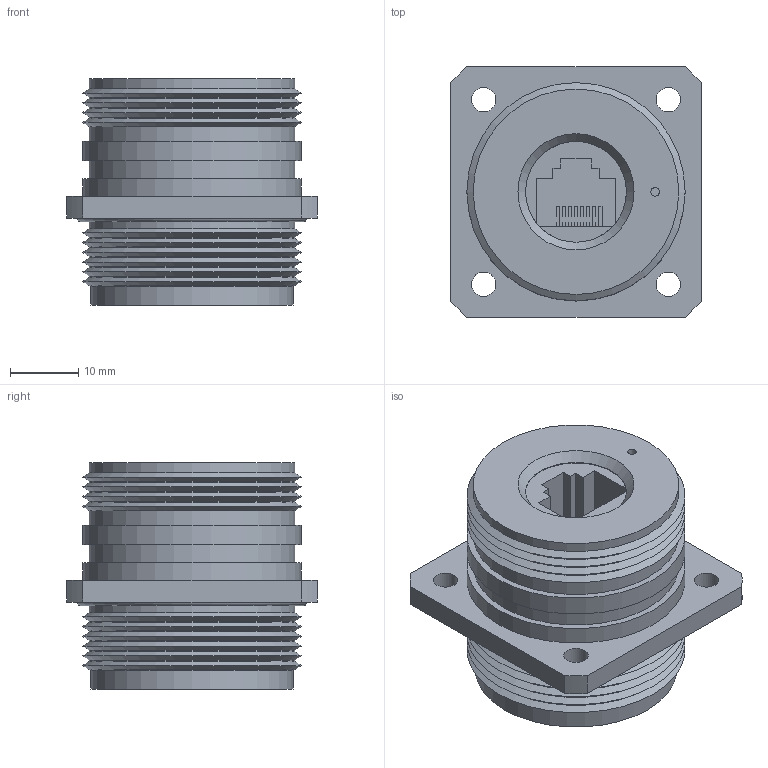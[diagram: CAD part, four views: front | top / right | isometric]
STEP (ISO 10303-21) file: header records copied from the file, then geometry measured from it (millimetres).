
FILE_DESCRIPTION (( 'STEP AP214' ), '1' );
FILE_NAME ('ECRD0201U00.STEP', '2018-01-15T19:47:07', ( '' ), ( '' ), 'SwSTEP 2.0', 'SolidWorks 2014', '' );
FILE_SCHEMA (( 'AUTOMOTIVE_DESIGN' ));
Length unit declared in the file: inch
Products named in the file (1): ECRD0201U00
Bounding box: 36.58 x 36.58 x 33.02 mm (x, y, z)
Volume: 23496.2 mm3; surface area: 8539.8 mm2
Topology: 1 solids, 1 shells, 163 faces, 416 edges, 265 vertices
Faces by surface type: plane 112, cylinder 27, cone 23, torus 1
Full cylindrical faces by diameter (mm): 1.27 x1, 3.556 x4, 14.732 x2, 22.784 x1, 29.515 x1, 30.023 x12, 31.877 x2
Entity records: 4680 total; most frequent: CARTESIAN_POINT 786, DIRECTION 766, ORIENTED_EDGE 726, EDGE_CURVE 363, VECTOR 288, LINE 288, EDGE_LOOP 260, VERTEX_POINT 259
